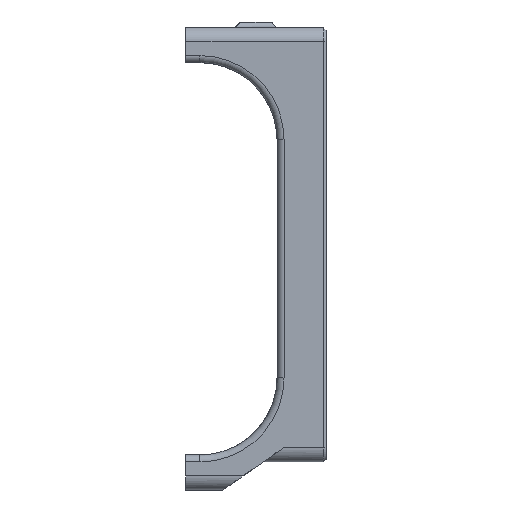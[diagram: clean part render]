
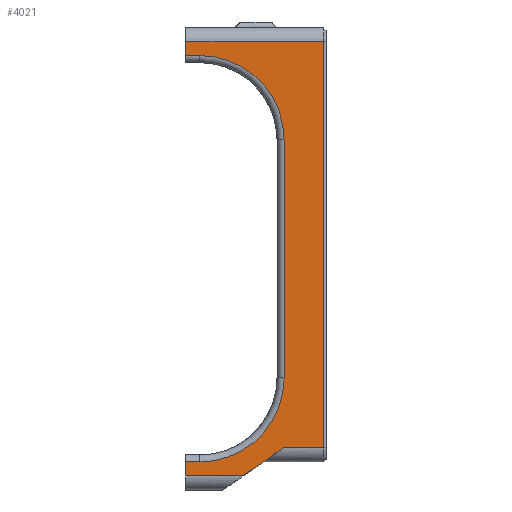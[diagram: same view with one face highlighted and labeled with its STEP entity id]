
A CAD part, left-side view. The second image highlights one B-rep face of the part: STEP entity #4021.
In plain terms, the highlighted planar face has unit normal (-1, 0, 0).
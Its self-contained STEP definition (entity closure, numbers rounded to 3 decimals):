
#324=CIRCLE('',#4408,12.);
#327=CIRCLE('',#4413,12.);
#508=FACE_OUTER_BOUND('',#744,.T.);
#744=EDGE_LOOP('',(#3486,#3487,#3488,#3489,#3490,#3491,#3492,#3493,#3494,
#3495,#3496,#3497));
#890=LINE('',#5965,#1277);
#1124=LINE('',#6968,#1511);
#1125=LINE('',#6976,#1512);
#1126=LINE('',#6983,#1513);
#1127=LINE('',#6989,#1514);
#1131=LINE('',#6997,#1518);
#1133=LINE('',#7007,#1520);
#1134=LINE('',#7010,#1521);
#1135=LINE('',#7012,#1522);
#1136=LINE('',#7013,#1523);
#1277=VECTOR('',#4680,10.);
#1511=VECTOR('',#5450,10.);
#1512=VECTOR('',#5461,10.);
#1513=VECTOR('',#5472,10.);
#1514=VECTOR('',#5477,10.);
#1518=VECTOR('',#5487,10.);
#1520=VECTOR('',#5501,10.);
#1521=VECTOR('',#5504,10.);
#1522=VECTOR('',#5505,10.);
#1523=VECTOR('',#5506,10.);
#1691=VERTEX_POINT('',#5962);
#1692=VERTEX_POINT('',#5964);
#1928=VERTEX_POINT('',#6965);
#1929=VERTEX_POINT('',#6967);
#1930=VERTEX_POINT('',#6971);
#1931=VERTEX_POINT('',#6975);
#1932=VERTEX_POINT('',#6979);
#1934=VERTEX_POINT('',#6986);
#1935=VERTEX_POINT('',#6988);
#1938=VERTEX_POINT('',#7005);
#1939=VERTEX_POINT('',#7009);
#1940=VERTEX_POINT('',#7011);
#2080=EDGE_CURVE('',#1692,#1691,#890,.T.);
#2467=EDGE_CURVE('',#1928,#1929,#1124,.T.);
#2469=EDGE_CURVE('',#1929,#1930,#324,.T.);
#2471=EDGE_CURVE('',#1930,#1931,#1125,.T.);
#2473=EDGE_CURVE('',#1931,#1932,#327,.T.);
#2475=EDGE_CURVE('',#1932,#1691,#1126,.T.);
#2477=EDGE_CURVE('',#1934,#1935,#1127,.T.);
#2482=EDGE_CURVE('',#1928,#1935,#1131,.T.);
#2486=EDGE_CURVE('',#1692,#1938,#1133,.T.);
#2487=EDGE_CURVE('',#1938,#1939,#1134,.T.);
#2488=EDGE_CURVE('',#1934,#1940,#1135,.T.);
#2489=EDGE_CURVE('',#1939,#1940,#1136,.T.);
#3486=ORIENTED_EDGE('',*,*,#2487,.F.);
#3487=ORIENTED_EDGE('',*,*,#2486,.F.);
#3488=ORIENTED_EDGE('',*,*,#2080,.T.);
#3489=ORIENTED_EDGE('',*,*,#2475,.F.);
#3490=ORIENTED_EDGE('',*,*,#2473,.F.);
#3491=ORIENTED_EDGE('',*,*,#2471,.F.);
#3492=ORIENTED_EDGE('',*,*,#2469,.F.);
#3493=ORIENTED_EDGE('',*,*,#2467,.F.);
#3494=ORIENTED_EDGE('',*,*,#2482,.T.);
#3495=ORIENTED_EDGE('',*,*,#2477,.F.);
#3496=ORIENTED_EDGE('',*,*,#2488,.T.);
#3497=ORIENTED_EDGE('',*,*,#2489,.F.);
#3823=PLANE('',#4427);
#4021=ADVANCED_FACE('',(#508),#3823,.T.);
#4408=AXIS2_PLACEMENT_3D('',#6972,#5455,#5456);
#4413=AXIS2_PLACEMENT_3D('',#6980,#5466,#5467);
#4427=AXIS2_PLACEMENT_3D('',#7008,#5502,#5503);
#4680=DIRECTION('',(0.,0.,-1.));
#5450=DIRECTION('',(0.,-1.,0.));
#5455=DIRECTION('center_axis',(-1.,0.,0.));
#5456=DIRECTION('ref_axis',(0.,-0.707,-0.707));
#5461=DIRECTION('',(0.,0.,1.));
#5466=DIRECTION('center_axis',(-1.,0.,0.));
#5467=DIRECTION('ref_axis',(0.,-0.707,0.707));
#5472=DIRECTION('',(0.,1.,0.));
#5477=DIRECTION('',(0.,1.,0.));
#5487=DIRECTION('',(0.,0.,-1.));
#5501=DIRECTION('',(0.,-1.,0.));
#5502=DIRECTION('center_axis',(-1.,0.,0.));
#5503=DIRECTION('ref_axis',(0.,0.,-1.));
#5504=DIRECTION('',(0.,0.,-1.));
#5505=DIRECTION('',(0.,-0.819,0.574));
#5506=DIRECTION('',(0.,1.,0.));
#5962=CARTESIAN_POINT('',(16.225,409.572,114.684));
#5964=CARTESIAN_POINT('',(16.225,409.572,116.684));
#5965=CARTESIAN_POINT('',(16.225,409.572,120.684));
#6965=CARTESIAN_POINT('',(16.225,409.572,56.684));
#6967=CARTESIAN_POINT('',(16.225,407.572,56.684));
#6968=CARTESIAN_POINT('',(16.225,409.572,56.684));
#6971=CARTESIAN_POINT('',(16.225,395.572,68.684));
#6972=CARTESIAN_POINT('Origin',(16.225,407.572,68.684));
#6975=CARTESIAN_POINT('',(16.225,395.572,102.684));
#6976=CARTESIAN_POINT('',(16.225,395.572,110.684));
#6979=CARTESIAN_POINT('',(16.225,407.572,114.684));
#6980=CARTESIAN_POINT('Origin',(16.225,407.572,102.684));
#6983=CARTESIAN_POINT('',(16.225,411.072,114.684));
#6986=CARTESIAN_POINT('',(16.225,401.429,54.684));
#6988=CARTESIAN_POINT('',(16.225,409.572,54.684));
#6989=CARTESIAN_POINT('',(16.225,409.572,54.684));
#6997=CARTESIAN_POINT('',(16.225,409.572,56.684));
#7005=CARTESIAN_POINT('',(16.225,389.972,116.684));
#7007=CARTESIAN_POINT('',(16.225,409.572,116.684));
#7008=CARTESIAN_POINT('Origin',(16.225,409.572,118.684));
#7009=CARTESIAN_POINT('',(16.225,389.972,58.684));
#7010=CARTESIAN_POINT('',(16.225,389.972,102.184));
#7011=CARTESIAN_POINT('',(16.225,395.716,58.684));
#7012=CARTESIAN_POINT('',(16.225,390.554,62.299));
#7013=CARTESIAN_POINT('',(16.225,404.072,58.684));
